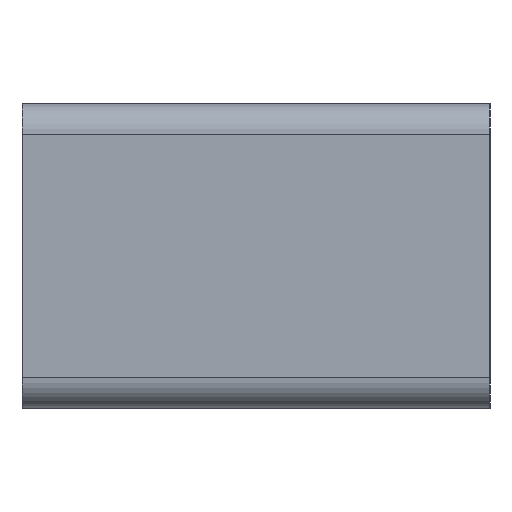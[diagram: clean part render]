
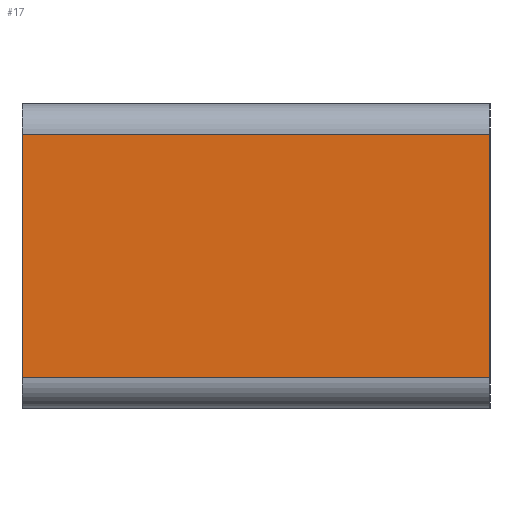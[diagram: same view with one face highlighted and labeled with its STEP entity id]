
A CAD part, left-side view. The second image highlights one B-rep face of the part: STEP entity #17.
In plain terms, the highlighted planar face has unit normal (-1, 0, 0).
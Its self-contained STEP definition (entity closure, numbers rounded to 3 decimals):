
#13=DIRECTION('',(0.,0.,1.));
#17=ADVANCED_FACE('',(#18),#45,.F.);
#18=FACE_BOUND('',#19,.F.);
#19=EDGE_LOOP('',(#20,#29,#36,#42));
#20=ORIENTED_EDGE('',*,*,#21,.F.);
#21=EDGE_CURVE('',#22,#24,#26,.T.);
#22=VERTEX_POINT('',#23);
#23=CARTESIAN_POINT('',(-0.2,-0.1,0.013));
#24=VERTEX_POINT('',#25);
#25=CARTESIAN_POINT('',(-0.2,-0.1,0.117));
#26=LINE('',#27,#28);
#27=CARTESIAN_POINT('',(-0.2,-0.1,0.));
#28=VECTOR('',#13,1.);
#29=ORIENTED_EDGE('',*,*,#30,.T.);
#30=EDGE_CURVE('',#22,#31,#33,.T.);
#31=VERTEX_POINT('',#32);
#32=CARTESIAN_POINT('',(-0.2,0.1,0.013));
#33=LINE('',#23,#34);
#34=VECTOR('',#35,1.);
#35=DIRECTION('',(0.,1.,0.));
#36=ORIENTED_EDGE('',*,*,#37,.T.);
#37=EDGE_CURVE('',#31,#38,#40,.T.);
#38=VERTEX_POINT('',#39);
#39=CARTESIAN_POINT('',(-0.2,0.1,0.117));
#40=LINE('',#41,#28);
#41=CARTESIAN_POINT('',(-0.2,0.1,0.));
#42=ORIENTED_EDGE('',*,*,#43,.F.);
#43=EDGE_CURVE('',#24,#38,#44,.T.);
#44=LINE('',#25,#34);
#45=PLANE('',#46);
#46=AXIS2_PLACEMENT_3D('',#27,#47,#13);
#47=DIRECTION('',(1.,0.,0.));
